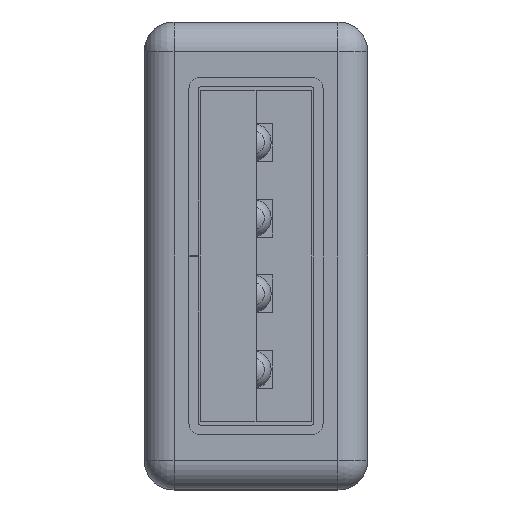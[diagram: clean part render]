
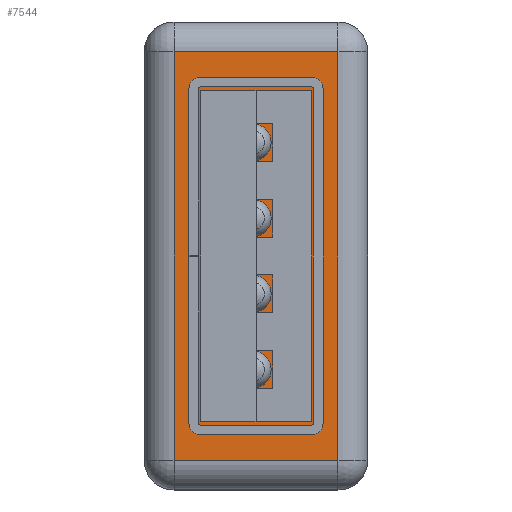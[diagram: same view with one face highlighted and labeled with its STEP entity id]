
A CAD part, front view. The second image highlights one B-rep face of the part: STEP entity #7544.
In plain terms, the highlighted face is planar.
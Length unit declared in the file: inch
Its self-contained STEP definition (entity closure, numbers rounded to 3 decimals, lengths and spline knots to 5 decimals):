
#7497 = EDGE_LOOP ( 'NONE', ( #7537, #7557, #7532, #7541 ) ) ;
#7531 = EDGE_CURVE ( 'NONE', #7535, #7558, #15018, .T. ) ;
#7532 = ORIENTED_EDGE ( 'NONE', *, *, #7531, .T. ) ;
#7535 = VERTEX_POINT ( 'NONE', #15012 ) ;
#7537 = ORIENTED_EDGE ( 'NONE', *, *, #7548, .T. ) ;
#7541 = ORIENTED_EDGE ( 'NONE', *, *, #7547, .T. ) ;
#7542 = VERTEX_POINT ( 'NONE', #15002 ) ;
#7544 = ADVANCED_FACE ( 'NONE', ( #15061 ), #15058, .F. ) ;
#7547 = EDGE_CURVE ( 'NONE', #7558, #7542, #15049, .T. ) ;
#7548 = EDGE_CURVE ( 'NONE', #7542, #7560, #15045, .T. ) ;
#7549 = EDGE_CURVE ( 'NONE', #7560, #7535, #15041, .T. ) ;
#7557 = ORIENTED_EDGE ( 'NONE', *, *, #7549, .T. ) ;
#7558 = VERTEX_POINT ( 'NONE', #15077 ) ;
#7560 = VERTEX_POINT ( 'NONE', #15075 ) ;
#15002 = CARTESIAN_POINT ( 'NONE',  ( -0.26969, 0.10827, 0. ) ) ;
#15012 = CARTESIAN_POINT ( 'NONE',  ( 0.26969, -0.10827, 0. ) ) ;
#15015 = DIRECTION ( 'NONE',  ( -1., 0., 0. ) ) ;
#15016 = VECTOR ( 'NONE', #15015, 39.37008 ) ;
#15017 = CARTESIAN_POINT ( 'NONE',  ( -0.30906, -0.10827, 0. ) ) ;
#15018 = LINE ( 'NONE', #15017, #15016 ) ;
#15038 = DIRECTION ( 'NONE',  ( 0., -1., 0. ) ) ;
#15039 = VECTOR ( 'NONE', #15038, 39.37008 ) ;
#15040 = CARTESIAN_POINT ( 'NONE',  ( 0.26969, 0.14764, 0. ) ) ;
#15041 = LINE ( 'NONE', #15040, #15039 ) ;
#15042 = DIRECTION ( 'NONE',  ( 1., 0., 0. ) ) ;
#15043 = VECTOR ( 'NONE', #15042, 39.37008 ) ;
#15044 = CARTESIAN_POINT ( 'NONE',  ( 0.30906, 0.10827, 0. ) ) ;
#15045 = LINE ( 'NONE', #15044, #15043 ) ;
#15046 = DIRECTION ( 'NONE',  ( 0., 1., 0. ) ) ;
#15047 = VECTOR ( 'NONE', #15046, 39.37008 ) ;
#15048 = CARTESIAN_POINT ( 'NONE',  ( -0.26969, 0.14764, 0. ) ) ;
#15049 = LINE ( 'NONE', #15048, #15047 ) ;
#15054 = DIRECTION ( 'NONE',  ( 1., 0., 0. ) ) ;
#15055 = DIRECTION ( 'NONE',  ( 0., 0., 1. ) ) ;
#15056 = AXIS2_PLACEMENT_3D ( 'NONE', #15057, #15055, #15054 ) ;
#15057 = CARTESIAN_POINT ( 'NONE',  ( -0.30906, 0.14764, 0. ) ) ;
#15058 = PLANE ( 'NONE',  #15056 ) ;
#15061 = FACE_OUTER_BOUND ( 'NONE', #7497, .T. ) ;
#15075 = CARTESIAN_POINT ( 'NONE',  ( 0.26969, 0.10827, 0. ) ) ;
#15077 = CARTESIAN_POINT ( 'NONE',  ( -0.26969, -0.10827, 0. ) ) ;
